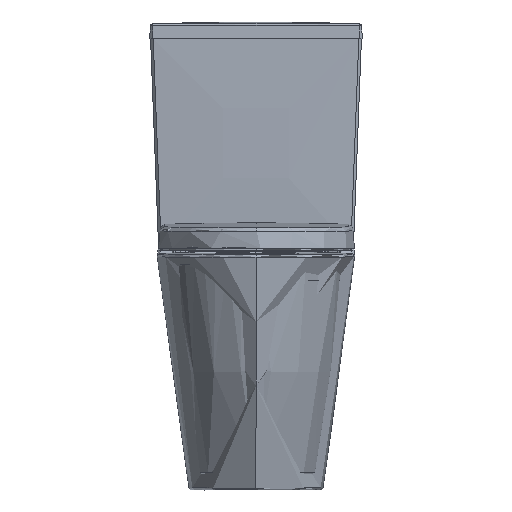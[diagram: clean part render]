
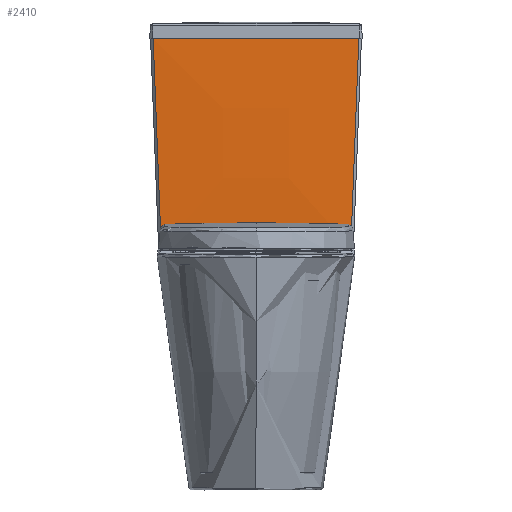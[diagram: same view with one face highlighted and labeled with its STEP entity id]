
A CAD part, front view. The second image highlights one B-rep face of the part: STEP entity #2410.
In plain terms, the highlighted free-form (B-spline) face has degree [3, 3] with [4, 4] control points.
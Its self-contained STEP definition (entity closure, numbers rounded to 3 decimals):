
#234=B_SPLINE_SURFACE_WITH_KNOTS('',3,3,((#130824,#130825,#130826,#130827),
(#130828,#130829,#130830,#130831),(#130832,#130833,#130834,#130835),(#130836,
#130837,#130838,#130839)),.UNSPECIFIED.,.F.,.F.,.F.,(4,4),(4,4),(0.,402.844),
(0.,396.436),.UNSPECIFIED.);
#2410=ADVANCED_FACE('',(#4419),#234,.T.);
#4419=FACE_OUTER_BOUND('',#6556,.T.);
#6556=EDGE_LOOP('',(#16362,#16363,#16364,#16365));
#16362=ORIENTED_EDGE('',*,*,#21273,.F.);
#16363=ORIENTED_EDGE('',*,*,#21281,.T.);
#16364=ORIENTED_EDGE('',*,*,#21134,.F.);
#16365=ORIENTED_EDGE('',*,*,#21282,.F.);
#21134=EDGE_CURVE('',#29133,#29134,#26099,.T.);
#21273=EDGE_CURVE('',#29223,#29224,#26185,.T.);
#21281=EDGE_CURVE('',#29223,#29134,#26190,.T.);
#21282=EDGE_CURVE('',#29224,#29133,#26191,.T.);
#26099=B_SPLINE_CURVE_WITH_KNOTS('',3,(#130979,#130980,#130981,#130982),
 .UNSPECIFIED.,.F.,.F.,(4,4),(0.,380.6),.UNSPECIFIED.);
#26185=B_SPLINE_CURVE_WITH_KNOTS('',3,(#131531,#131532,#131533,#131534),
 .UNSPECIFIED.,.F.,.F.,(4,4),(0.,350.876),.UNSPECIFIED.);
#26190=B_SPLINE_CURVE_WITH_KNOTS('',3,(#131565,#131566,#131567,#131568,
#131569,#131570,#131571),.UNSPECIFIED.,.F.,.F.,(4,1,1,1,4),(0.,96.835,
193.671,290.506,387.341),.UNSPECIFIED.);
#26191=B_SPLINE_CURVE_WITH_KNOTS('',3,(#131572,#131573,#131574,#131575,
#131576,#131577,#131578),.UNSPECIFIED.,.F.,.F.,(4,1,1,1,4),(-387.341,
-290.506,-193.671,-96.835,0.),.UNSPECIFIED.);
#29133=VERTEX_POINT('',#130854);
#29134=VERTEX_POINT('',#130855);
#29223=VERTEX_POINT('',#130944);
#29224=VERTEX_POINT('',#130945);
#130824=CARTESIAN_POINT('',(-198.104,7.741,142.964));
#130825=CARTESIAN_POINT('',(-66.111,7.741,148.451));
#130826=CARTESIAN_POINT('',(66.111,7.741,148.451));
#130827=CARTESIAN_POINT('',(198.104,7.741,142.964));
#130828=CARTESIAN_POINT('',(-192.869,-126.432,141.587));
#130829=CARTESIAN_POINT('',(-64.368,-126.432,147.074));
#130830=CARTESIAN_POINT('',(64.368,-126.432,147.074));
#130831=CARTESIAN_POINT('',(192.869,-126.432,141.587));
#130832=CARTESIAN_POINT('',(-187.635,-260.604,140.211));
#130833=CARTESIAN_POINT('',(-62.625,-260.604,145.698));
#130834=CARTESIAN_POINT('',(62.625,-260.604,145.698));
#130835=CARTESIAN_POINT('',(187.635,-260.604,140.211));
#130836=CARTESIAN_POINT('',(-182.4,-394.776,138.835));
#130837=CARTESIAN_POINT('',(-60.883,-394.776,144.322));
#130838=CARTESIAN_POINT('',(60.883,-394.776,144.322));
#130839=CARTESIAN_POINT('',(182.4,-394.776,138.835));
#130854=CARTESIAN_POINT('',(-190.199,0.,143.195));
#130855=CARTESIAN_POINT('',(190.199,0.,143.195));
#130944=CARTESIAN_POINT('',(175.329,-387.036,139.24));
#130945=CARTESIAN_POINT('',(-175.329,-387.036,139.24));
#130979=CARTESIAN_POINT('',(-190.199,0.,143.195));
#130980=CARTESIAN_POINT('',(-63.467,0.,148.268));
#130981=CARTESIAN_POINT('',(63.467,0.,148.268));
#130982=CARTESIAN_POINT('',(190.199,0.,143.195));
#131531=CARTESIAN_POINT('',(175.329,-387.036,139.24));
#131532=CARTESIAN_POINT('',(58.516,-387.036,144.293));
#131533=CARTESIAN_POINT('',(-58.516,-387.036,144.293));
#131534=CARTESIAN_POINT('',(-175.329,-387.036,139.24));
#131565=CARTESIAN_POINT('',(175.329,-387.036,139.24));
#131566=CARTESIAN_POINT('',(176.467,-357.413,139.543));
#131567=CARTESIAN_POINT('',(178.779,-297.222,140.158));
#131568=CARTESIAN_POINT('',(182.314,-205.218,141.098));
#131569=CARTESIAN_POINT('',(186.044,-108.128,142.09));
#131570=CARTESIAN_POINT('',(188.779,-36.948,142.817));
#131571=CARTESIAN_POINT('',(190.199,0.,143.195));
#131572=CARTESIAN_POINT('',(-175.329,-387.036,139.24));
#131573=CARTESIAN_POINT('',(-176.467,-357.413,139.543));
#131574=CARTESIAN_POINT('',(-178.779,-297.222,140.158));
#131575=CARTESIAN_POINT('',(-182.314,-205.219,141.098));
#131576=CARTESIAN_POINT('',(-186.044,-108.13,142.09));
#131577=CARTESIAN_POINT('',(-188.779,-36.949,142.817));
#131578=CARTESIAN_POINT('',(-190.199,0.,143.195));
